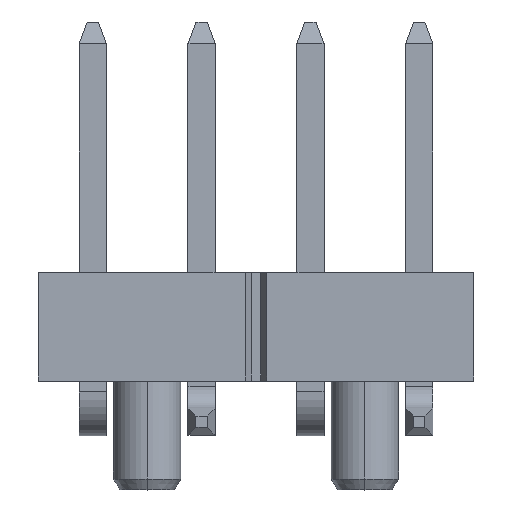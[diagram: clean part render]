
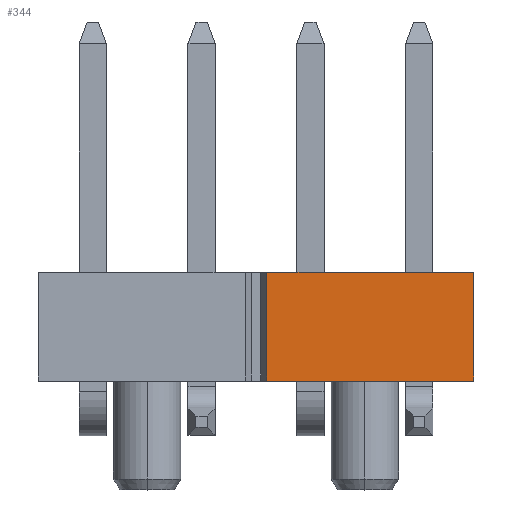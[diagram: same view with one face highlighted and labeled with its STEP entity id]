
A CAD part, top view. The second image highlights one B-rep face of the part: STEP entity #344.
In plain terms, the highlighted planar face has unit normal (0, 0, 1).
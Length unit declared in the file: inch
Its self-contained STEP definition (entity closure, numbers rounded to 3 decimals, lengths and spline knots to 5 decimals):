
#34 = VERTEX_POINT ( 'NONE', #2366 ) ;
#170 = EDGE_CURVE ( 'NONE', #171, #34, #1323, .T. ) ;
#171 = VERTEX_POINT ( 'NONE', #1344 ) ;
#209 = EDGE_CURVE ( 'NONE', #210, #315, #1569, .T. ) ;
#210 = VERTEX_POINT ( 'NONE', #1570 ) ;
#314 = ORIENTED_EDGE ( 'NONE', *, *, #170, .T. ) ;
#315 = VERTEX_POINT ( 'NONE', #1759 ) ;
#324 = EDGE_CURVE ( 'NONE', #315, #34, #1704, .T. ) ;
#343 = EDGE_LOOP ( 'NONE', ( #346, #345, #314, #358 ) ) ;
#344 = ADVANCED_FACE ( 'NONE', ( #1809 ), #1657, .F. ) ;
#345 = ORIENTED_EDGE ( 'NONE', *, *, #347, .T. ) ;
#346 = ORIENTED_EDGE ( 'NONE', *, *, #209, .F. ) ;
#347 = EDGE_CURVE ( 'NONE', #210, #171, #1653, .T. ) ;
#358 = ORIENTED_EDGE ( 'NONE', *, *, #324, .F. ) ;
#1320 = DIRECTION ( 'NONE',  ( 1., 0., 0. ) ) ;
#1321 = VECTOR ( 'NONE', #1320, 39.37008 ) ;
#1322 = CARTESIAN_POINT ( 'NONE',  ( -0.05, -0.05, 0.05 ) ) ;
#1323 = LINE ( 'NONE', #1322, #1321 ) ;
#1344 = CARTESIAN_POINT ( 'NONE',  ( 0.16, -0.05, 0.05 ) ) ;
#1566 = DIRECTION ( 'NONE',  ( 1., 0., 0. ) ) ;
#1567 = VECTOR ( 'NONE', #1566, 39.37008 ) ;
#1568 = CARTESIAN_POINT ( 'NONE',  ( -0.05, 0.05, 0.05 ) ) ;
#1569 = LINE ( 'NONE', #1568, #1567 ) ;
#1570 = CARTESIAN_POINT ( 'NONE',  ( 0.16, 0.05, 0.05 ) ) ;
#1653 = LINE ( 'NONE', #1831, #1830 ) ;
#1657 = PLANE ( 'NONE',  #1687 ) ;
#1687 = AXIS2_PLACEMENT_3D ( 'NONE', #1838, #1837, #1836 ) ;
#1701 = DIRECTION ( 'NONE',  ( 0., -1., 0. ) ) ;
#1702 = VECTOR ( 'NONE', #1701, 39.37008 ) ;
#1703 = CARTESIAN_POINT ( 'NONE',  ( 0.35, 0.05, 0.05 ) ) ;
#1704 = LINE ( 'NONE', #1703, #1702 ) ;
#1759 = CARTESIAN_POINT ( 'NONE',  ( 0.35, 0.05, 0.05 ) ) ;
#1809 = FACE_OUTER_BOUND ( 'NONE', #343, .T. ) ;
#1829 = DIRECTION ( 'NONE',  ( 0., -1., 0. ) ) ;
#1830 = VECTOR ( 'NONE', #1829, 39.37008 ) ;
#1831 = CARTESIAN_POINT ( 'NONE',  ( 0.16, 0.05, 0.05 ) ) ;
#1836 = DIRECTION ( 'NONE',  ( -1., 0., 0. ) ) ;
#1837 = DIRECTION ( 'NONE',  ( 0., 0., -1. ) ) ;
#1838 = CARTESIAN_POINT ( 'NONE',  ( -0.05, 0.05, 0.05 ) ) ;
#2366 = CARTESIAN_POINT ( 'NONE',  ( 0.35, -0.05, 0.05 ) ) ;
